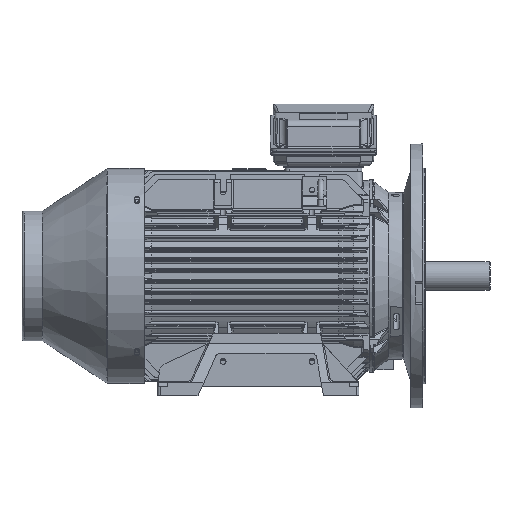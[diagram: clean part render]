
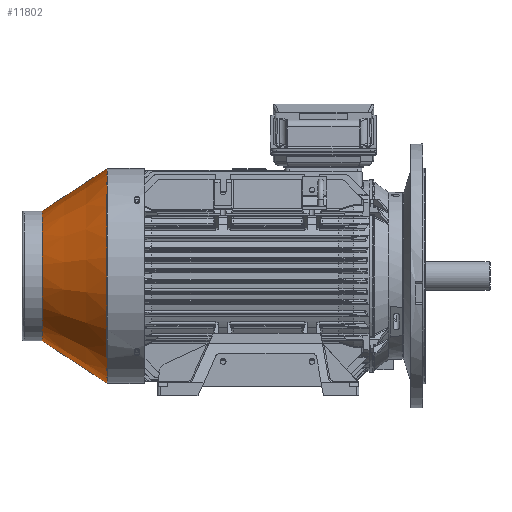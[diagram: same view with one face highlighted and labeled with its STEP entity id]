
A CAD part, left-side view. The second image highlights one B-rep face of the part: STEP entity #11802.
In plain terms, the highlighted conical face has half-angle 33.201 degrees and reference radius 224.1 mm.
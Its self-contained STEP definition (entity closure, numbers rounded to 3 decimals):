
#11802 = ADVANCED_FACE( '', ( #24018, #24019 ), #24020, .T. );
#24018 = FACE_OUTER_BOUND( '', #63360, .T. );
#24019 = FACE_BOUND( '', #63361, .T. );
#24020 = CONICAL_SURFACE( '', #63362, 224.1, 0.579 );
#63360 = EDGE_LOOP( '', ( #99248 ) );
#63361 = EDGE_LOOP( '', ( #99249 ) );
#63362 = AXIS2_PLACEMENT_3D( '', #99250, #99251, #99252 );
#99248 = ORIENTED_EDGE( '', *, *, #111600, .F. );
#99249 = ORIENTED_EDGE( '', *, *, #107434, .F. );
#99250 = CARTESIAN_POINT( '', ( 0., 545., 0. ) );
#99251 = DIRECTION( '', ( 0., -1., 0. ) );
#99252 = DIRECTION( '', ( 0., 0., -1. ) );
#107434 = EDGE_CURVE( '', #126958, #126958, #126959, .T. );
#111600 = EDGE_CURVE( '', #132677, #132677, #132678, .F. );
#126958 = VERTEX_POINT( '', #174713 );
#126959 = CIRCLE( '', #174714, 135.1 );
#132677 = VERTEX_POINT( '', #194955 );
#132678 = CIRCLE( '', #194956, 224.1 );
#174713 = CARTESIAN_POINT( '', ( 0., 681., 135.1 ) );
#174714 = AXIS2_PLACEMENT_3D( '', #213933, #213934, #213935 );
#194955 = CARTESIAN_POINT( '', ( 0., 545., 224.1 ) );
#194956 = AXIS2_PLACEMENT_3D( '', #218371, #218372, #218373 );
#213933 = CARTESIAN_POINT( '', ( 0., 681., 0. ) );
#213934 = DIRECTION( '', ( 0., 1., 0. ) );
#213935 = DIRECTION( '', ( 0., 0., 1. ) );
#218371 = CARTESIAN_POINT( '', ( 0., 545., 0. ) );
#218372 = DIRECTION( '', ( 0., 1., 0. ) );
#218373 = DIRECTION( '', ( 0., 0., 1. ) );
